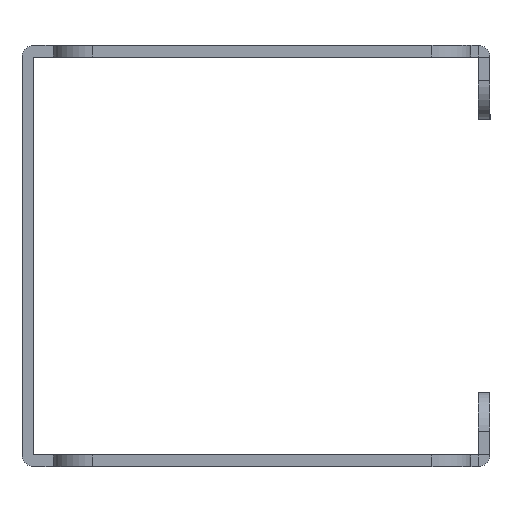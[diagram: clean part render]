
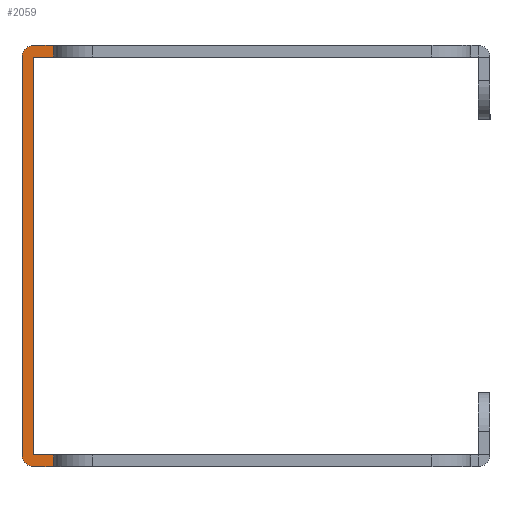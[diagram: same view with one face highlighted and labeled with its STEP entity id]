
A CAD part, left-side view. The second image highlights one B-rep face of the part: STEP entity #2059.
In plain terms, the highlighted planar face has unit normal (-1, 0, 0).
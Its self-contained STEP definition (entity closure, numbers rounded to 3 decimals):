
#128 = DIRECTION ( 'NONE',  ( 0., 0., -1. ) ) ;
#129 = DIRECTION ( 'NONE',  ( -1., 0., 0. ) ) ;
#130 = CARTESIAN_POINT ( 'NONE',  ( 9.4, -0.001, -50.999 ) ) ;
#137 = DIRECTION ( 'NONE',  ( 0., 0., -1. ) ) ;
#138 = DIRECTION ( 'NONE',  ( -1., 0., 0. ) ) ;
#139 = CARTESIAN_POINT ( 'NONE',  ( 9.4, -0.001, -50.999 ) ) ;
#145 = DIRECTION ( 'NONE',  ( 0., 0., -1. ) ) ;
#147 = DIRECTION ( 'NONE',  ( -1., 0., 0. ) ) ;
#148 = CARTESIAN_POINT ( 'NONE',  ( 9.4, -0.001, -0.001 ) ) ;
#155 = DIRECTION ( 'NONE',  ( 0., 0., -1. ) ) ;
#156 = DIRECTION ( 'NONE',  ( -1., 0., 0. ) ) ;
#158 = CARTESIAN_POINT ( 'NONE',  ( 9.4, -0.001, -0.001 ) ) ;
#327 = DIRECTION ( 'NONE',  ( 0., 0., 1. ) ) ;
#330 = CARTESIAN_POINT ( 'NONE',  ( 9.4, 0., -51. ) ) ;
#545 = EDGE_CURVE ( 'NONE', #6693, #6675, #4806, .T. ) ;
#606 = EDGE_CURVE ( 'NONE', #6749, #6738, #4922, .T. ) ;
#677 = EDGE_CURVE ( 'NONE', #6804, #6791, #4479, .T. ) ;
#690 = EDGE_CURVE ( 'NONE', #6776, #6794, #4631, .T. ) ;
#789 = CARTESIAN_POINT ( 'NONE',  ( 9.4, -2.5, 0. ) ) ;
#793 = CARTESIAN_POINT ( 'NONE',  ( 9.4, -0.001, 0. ) ) ;
#820 = CARTESIAN_POINT ( 'NONE',  ( 9.4, -2.5, -52.5 ) ) ;
#840 = CARTESIAN_POINT ( 'NONE',  ( 9.4, -0.001, -51. ) ) ;
#915 = CARTESIAN_POINT ( 'NONE',  ( 9.4, -0.001, 1.5 ) ) ;
#934 = CARTESIAN_POINT ( 'NONE',  ( 9.4, -2.5, -51. ) ) ;
#936 = CARTESIAN_POINT ( 'NONE',  ( 9.4, -0.001, -52.5 ) ) ;
#955 = CARTESIAN_POINT ( 'NONE',  ( 9.4, -2.5, 1.5 ) ) ;
#1092 = LINE ( 'NONE', #2908, #1155 ) ;
#1100 = LINE ( 'NONE', #2653, #1325 ) ;
#1155 = VECTOR ( 'NONE', #2907, 1000. ) ;
#1325 = VECTOR ( 'NONE', #2652, 1000. ) ;
#1353 = FACE_OUTER_BOUND ( 'NONE', #6646, .T. ) ;
#1514 = LINE ( 'NONE', #2651, #4022 ) ;
#2059 = ADVANCED_FACE ( 'NONE', ( #1353 ), #3061, .F. ) ;
#2094 = AXIS2_PLACEMENT_3D ( 'NONE', #158, #156, #155 ) ;
#2096 = AXIS2_PLACEMENT_3D ( 'NONE', #148, #147, #145 ) ;
#2098 = AXIS2_PLACEMENT_3D ( 'NONE', #139, #138, #137 ) ;
#2100 = AXIS2_PLACEMENT_3D ( 'NONE', #130, #129, #128 ) ;
#2157 = DIRECTION ( 'NONE',  ( 0., 1., 0. ) ) ;
#2233 = CARTESIAN_POINT ( 'NONE',  ( 9.4, -57., -51. ) ) ;
#2273 = EDGE_CURVE ( 'NONE', #4692, #4764, #1092, .T. ) ;
#2305 = DIRECTION ( 'NONE',  ( 0., 1., 0. ) ) ;
#2351 = EDGE_CURVE ( 'NONE', #6693, #6749, #1100, .T. ) ;
#2352 = EDGE_CURVE ( 'NONE', #6776, #6804, #1514, .T. ) ;
#2357 = CARTESIAN_POINT ( 'NONE',  ( 9.4, 0., 0. ) ) ;
#2650 = DIRECTION ( 'NONE',  ( 0., 0., -1. ) ) ;
#2651 = CARTESIAN_POINT ( 'NONE',  ( 9.4, -2.5, -55.25 ) ) ;
#2652 = DIRECTION ( 'NONE',  ( 0., 0., -1. ) ) ;
#2653 = CARTESIAN_POINT ( 'NONE',  ( 9.4, -2.5, -55.25 ) ) ;
#2907 = DIRECTION ( 'NONE',  ( 0., 0., -1. ) ) ;
#2908 = CARTESIAN_POINT ( 'NONE',  ( 9.4, 1.5, -55.25 ) ) ;
#3053 = DIRECTION ( 'NONE',  ( 0., 0., -1. ) ) ;
#3055 = DIRECTION ( 'NONE',  ( 1., 0., 0. ) ) ;
#3061 = PLANE ( 'NONE',  #5251 ) ;
#3066 = CARTESIAN_POINT ( 'NONE',  ( 9.4, -2.5, -55.25 ) ) ;
#3162 = DIRECTION ( 'NONE',  ( 0., 1., 0. ) ) ;
#3170 = CARTESIAN_POINT ( 'NONE',  ( 9.4, -57., -52.5 ) ) ;
#3282 = EDGE_CURVE ( 'NONE', #4601, #4456, #3921, .T. ) ;
#3334 = EDGE_CURVE ( 'NONE', #6794, #4692, #3787, .T. ) ;
#3336 = EDGE_CURVE ( 'NONE', #6791, #4456, #3612, .T. ) ;
#3339 = EDGE_CURVE ( 'NONE', #4764, #6738, #3973, .T. ) ;
#3341 = EDGE_CURVE ( 'NONE', #4601, #6675, #3665, .T. ) ;
#3528 = DIRECTION ( 'NONE',  ( 0., 1., 0. ) ) ;
#3559 = CARTESIAN_POINT ( 'NONE',  ( 9.4, 0., 1.5 ) ) ;
#3612 = CIRCLE ( 'NONE', #2096, 0.001 ) ;
#3665 = CIRCLE ( 'NONE', #2100, 0.001 ) ;
#3787 = CIRCLE ( 'NONE', #2094, 1.501 ) ;
#3824 = VECTOR ( 'NONE', #327, 1000. ) ;
#3921 = LINE ( 'NONE', #330, #3824 ) ;
#3973 = CIRCLE ( 'NONE', #2098, 1.501 ) ;
#4022 = VECTOR ( 'NONE', #2650, 1000. ) ;
#4456 = VERTEX_POINT ( 'NONE', #6112 ) ;
#4479 = LINE ( 'NONE', #2357, #4902 ) ;
#4601 = VERTEX_POINT ( 'NONE', #6355 ) ;
#4604 = VECTOR ( 'NONE', #3528, 1000. ) ;
#4624 = VECTOR ( 'NONE', #3162, 1000. ) ;
#4631 = LINE ( 'NONE', #3559, #4604 ) ;
#4671 = VECTOR ( 'NONE', #2157, 1000. ) ;
#4692 = VERTEX_POINT ( 'NONE', #6327 ) ;
#4764 = VERTEX_POINT ( 'NONE', #6306 ) ;
#4806 = LINE ( 'NONE', #2233, #4671 ) ;
#4902 = VECTOR ( 'NONE', #2305, 1000. ) ;
#4922 = LINE ( 'NONE', #3170, #4624 ) ;
#5251 = AXIS2_PLACEMENT_3D ( 'NONE', #3066, #3055, #3053 ) ;
#5945 = ORIENTED_EDGE ( 'NONE', *, *, #3334, .T. ) ;
#5973 = ORIENTED_EDGE ( 'NONE', *, *, #3336, .F. ) ;
#5993 = ORIENTED_EDGE ( 'NONE', *, *, #3341, .F. ) ;
#5995 = ORIENTED_EDGE ( 'NONE', *, *, #2351, .F. ) ;
#6006 = ORIENTED_EDGE ( 'NONE', *, *, #677, .F. ) ;
#6032 = ORIENTED_EDGE ( 'NONE', *, *, #2273, .T. ) ;
#6045 = ORIENTED_EDGE ( 'NONE', *, *, #3282, .T. ) ;
#6054 = ORIENTED_EDGE ( 'NONE', *, *, #2352, .F. ) ;
#6063 = ORIENTED_EDGE ( 'NONE', *, *, #690, .T. ) ;
#6081 = ORIENTED_EDGE ( 'NONE', *, *, #606, .F. ) ;
#6099 = ORIENTED_EDGE ( 'NONE', *, *, #545, .T. ) ;
#6108 = ORIENTED_EDGE ( 'NONE', *, *, #3339, .T. ) ;
#6112 = CARTESIAN_POINT ( 'NONE',  ( 9.4, 0., -0.001 ) ) ;
#6306 = CARTESIAN_POINT ( 'NONE',  ( 9.4, 1.5, -50.999 ) ) ;
#6327 = CARTESIAN_POINT ( 'NONE',  ( 9.4, 1.5, -0.001 ) ) ;
#6355 = CARTESIAN_POINT ( 'NONE',  ( 9.4, 0., -50.999 ) ) ;
#6646 = EDGE_LOOP ( 'NONE', ( #5945, #6032, #6108, #6081, #5995, #6099, #5993, #6045, #5973, #6006, #6054, #6063 ) ) ;
#6675 = VERTEX_POINT ( 'NONE', #840 ) ;
#6693 = VERTEX_POINT ( 'NONE', #934 ) ;
#6738 = VERTEX_POINT ( 'NONE', #936 ) ;
#6749 = VERTEX_POINT ( 'NONE', #820 ) ;
#6776 = VERTEX_POINT ( 'NONE', #955 ) ;
#6791 = VERTEX_POINT ( 'NONE', #793 ) ;
#6794 = VERTEX_POINT ( 'NONE', #915 ) ;
#6804 = VERTEX_POINT ( 'NONE', #789 ) ;
